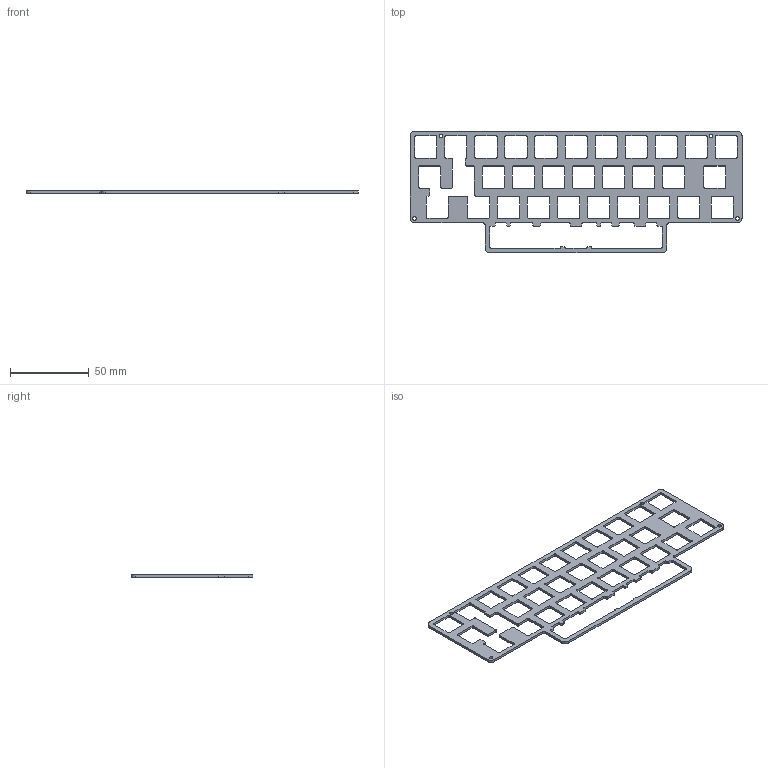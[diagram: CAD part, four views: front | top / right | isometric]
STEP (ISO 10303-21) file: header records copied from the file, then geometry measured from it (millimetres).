
FILE_DESCRIPTION(/* description */ ('','CAx-IF Rec.Pracs.---Representation and Presentation of Product Manufacturing Information (PMI)---4.0---2014-10-13'),/* implementation_level */ '2;1');
FILE_NAME(/* name */ 'Vault 35 Ultra HHKB BaulT Plate.step',/* time_stamp */ '2025-01-20T23:07:19-08:00',/* author */ (''),/* organization */ (''),/* preprocessor_version */ 'ST-DEVELOPER v20',/* originating_system */ 'Autodesk Translation Framework v13.20.0.188',/* authorisation */ '');
FILE_SCHEMA (('AP242_MANAGED_MODEL_BASED_3D_ENGINEERING_MIM_LF { 1 0 10303 442 1 1 4 }'));
Length unit declared in the file: millimetre
Products named in the file (1): Vault 35 Ultra HHKB plate
Bounding box: 210.63 x 77.3 x 1.6 mm (x, y, z)
Volume: 10422.7 mm3; surface area: 17125.4 mm2
Topology: 1 solids, 1 shells, 353 faces, 1053 edges, 702 vertices
Faces by surface type: cylinder 176, plane 173, bspline 4
Full cylindrical faces by diameter (mm): 2.327 x4
Entity records: 12151 total; most frequent: CARTESIAN_POINT 2161, ORIENTED_EDGE 2106, DIRECTION 2097, EDGE_CURVE 1053, VERTEX_POINT 702, AXIS2_PLACEMENT_3D 702, LINE 693, VECTOR 693
